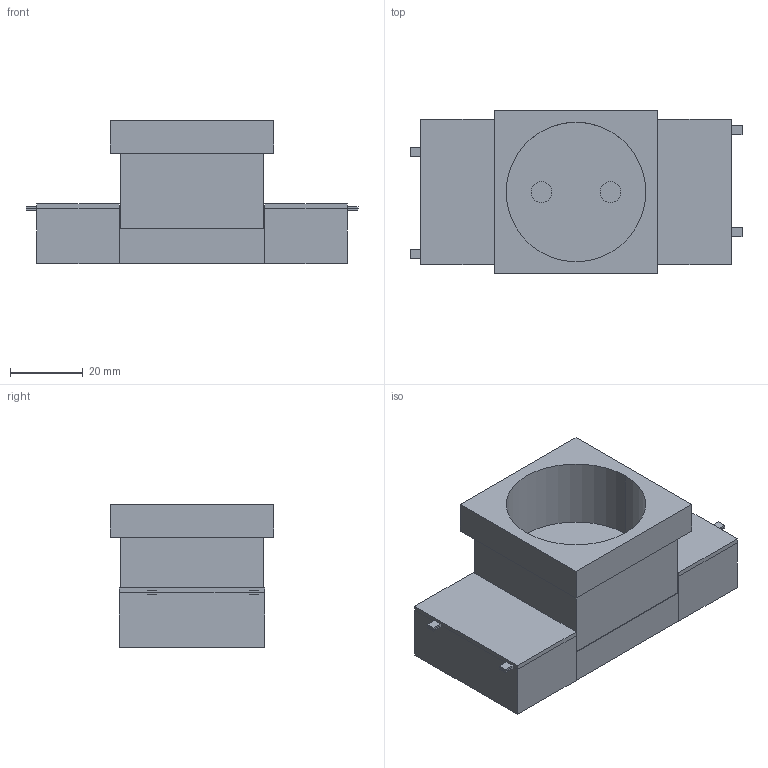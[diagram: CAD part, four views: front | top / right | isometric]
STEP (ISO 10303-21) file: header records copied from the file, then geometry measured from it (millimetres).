
FILE_DESCRIPTION (( 'STEP AP214' ), '1' );
FILE_NAME ('6120346_KSTP1.stp', '2025-09-30T08:57:54', ( '' ), ( '' ), 'SwSTEP 2.0', 'SolidWorks 2024', '' );
FILE_SCHEMA (( 'AUTOMOTIVE_DESIGN' ));
Length unit declared in the file: millimetre
Products named in the file (9): 6120346_KSTP1; 044052_Standard-0.stp; 044053_Standard.stp; 104820_Standard_1.stp; 044053_Standard-1.stp; 044036_Standard_1.stp; 044052_Standard.stp; 104821_Standard_1.stp; 6120340_KSTP1.stp
Assembly tree (8 placements, depth 4):
  6120346_KSTP1
    6120340_KSTP1.stp
      104821_Standard_1.stp
        104820_Standard_1.stp
      044036_Standard_1.stp
      044052_Standard.stp
      044053_Standard.stp
      044052_Standard-0.stp
      044053_Standard-1.stp
Bounding box: 91.3 x 45 x 39.35 mm (x, y, z)
Volume: 72791.3 mm3; surface area: 27850.6 mm2
Topology: 6 solids, 6 shells, 80 faces, 198 edges, 132 vertices
Faces by surface type: plane 74, cylinder 6
Entity records: 2614 total; most frequent: CARTESIAN_POINT 423, DIRECTION 396, ORIENTED_EDGE 396, EDGE_CURVE 198, VECTOR 186, LINE 186, VERTEX_POINT 132, AXIS2_PLACEMENT_3D 105
